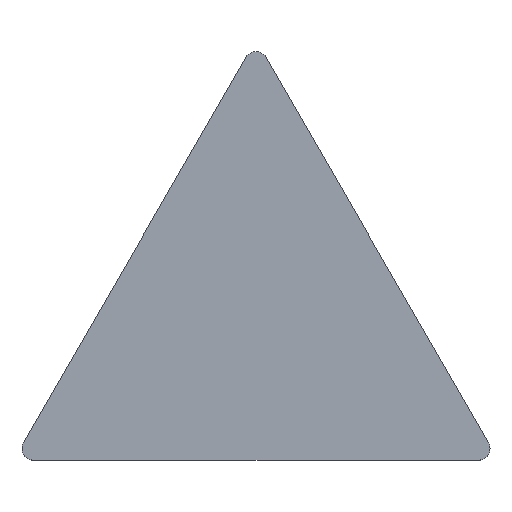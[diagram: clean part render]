
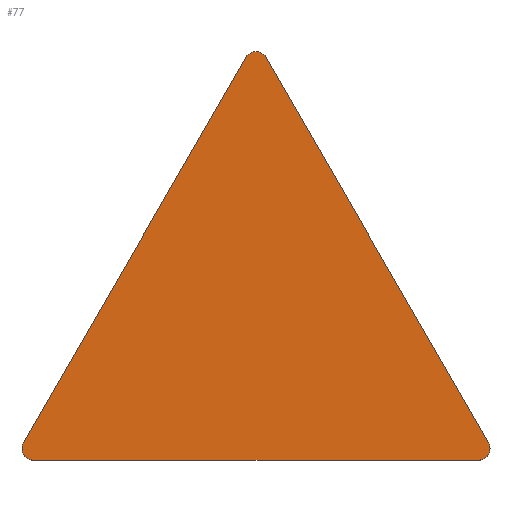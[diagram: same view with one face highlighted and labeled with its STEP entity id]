
A CAD part, top view. The second image highlights one B-rep face of the part: STEP entity #77.
In plain terms, the highlighted planar face has unit normal (0, 0, 1).
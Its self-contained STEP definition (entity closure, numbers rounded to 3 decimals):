
#67=VERTEX_POINT('',#161);
#69=EDGE_CURVE('',#133,#97,#163,.T.);
#73=EDGE_CURVE('',#67,#133,#167,.T.);
#77=ADVANCED_FACE('',(#171),#172,.T.);
#79=VERTEX_POINT('',#174);
#81=VERTEX_POINT('',#176);
#95=EDGE_CURVE('',#97,#81,#191,.T.);
#97=VERTEX_POINT('',#193);
#101=EDGE_CURVE('',#81,#79,#197,.T.);
#109=EDGE_CURVE('',#135,#67,#206,.T.);
#133=VERTEX_POINT('',#234);
#135=VERTEX_POINT('',#236);
#139=EDGE_CURVE('',#79,#135,#241,.T.);
#161=CARTESIAN_POINT('',(15.805,0.0,0.0));
#163=LINE('',#259,#260);
#167=CIRCLE('',#266,0.4);
#171=FACE_OUTER_BOUND('',#272,.T.);
#172=PLANE('',#273);
#174=CARTESIAN_POINT('',(0.346,0.6,0.0));
#176=CARTESIAN_POINT('',(7.902,13.687,0.0));
#191=CIRCLE('',#296,0.4);
#193=CARTESIAN_POINT('',(8.595,13.688,0.0));
#197=LINE('',#305,#306);
#206=LINE('',#317,#318);
#234=CARTESIAN_POINT('',(16.151,0.6,0.0));
#236=CARTESIAN_POINT('',(0.693,0.0,0.0));
#241=CIRCLE('',#362,0.4);
#259=CARTESIAN_POINT('',(16.151,0.6,0.0));
#260=VECTOR('',#368,1.0);
#266=AXIS2_PLACEMENT_3D('',#372,#373,#374);
#272=EDGE_LOOP('',(#377,#378,#379,#380,#381,#382));
#273=AXIS2_PLACEMENT_3D('',#383,#384,#385);
#296=AXIS2_PLACEMENT_3D('',#398,#399,#400);
#305=CARTESIAN_POINT('',(7.902,13.688,0.0));
#306=VECTOR('',#402,1.0);
#317=CARTESIAN_POINT('',(0.693,0.0,0.0));
#318=VECTOR('',#413,1.0);
#362=AXIS2_PLACEMENT_3D('',#460,#461,#462);
#368=DIRECTION('',(-0.5,0.866,0.0));
#372=CARTESIAN_POINT('',(15.805,0.4,0.0));
#373=DIRECTION('',(0.0,0.0,1.0));
#374=DIRECTION('',(0.,-1.0,0.0));
#377=ORIENTED_EDGE('',*,*,#109,.T.);
#378=ORIENTED_EDGE('',*,*,#73,.T.);
#379=ORIENTED_EDGE('',*,*,#69,.T.);
#380=ORIENTED_EDGE('',*,*,#95,.T.);
#381=ORIENTED_EDGE('',*,*,#101,.T.);
#382=ORIENTED_EDGE('',*,*,#139,.T.);
#383=CARTESIAN_POINT('',(8.249,4.763,0.0));
#384=DIRECTION('',(0.0,0.0,1.0));
#385=DIRECTION('',(1.0,0.0,0.0));
#398=CARTESIAN_POINT('',(8.249,13.487,0.0));
#399=DIRECTION('',(0.0,-0.0,1.0));
#400=DIRECTION('',(0.866,0.5,0.0));
#402=DIRECTION('',(-0.5,-0.866,0.0));
#413=DIRECTION('',(1.0,0.0,0.0));
#460=CARTESIAN_POINT('',(0.693,0.4,0.0));
#461=DIRECTION('',(0.0,0.0,1.0));
#462=DIRECTION('',(-0.866,0.5,0.0));
